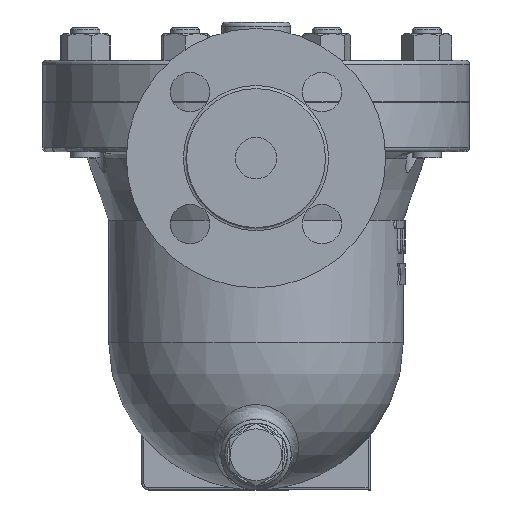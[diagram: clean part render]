
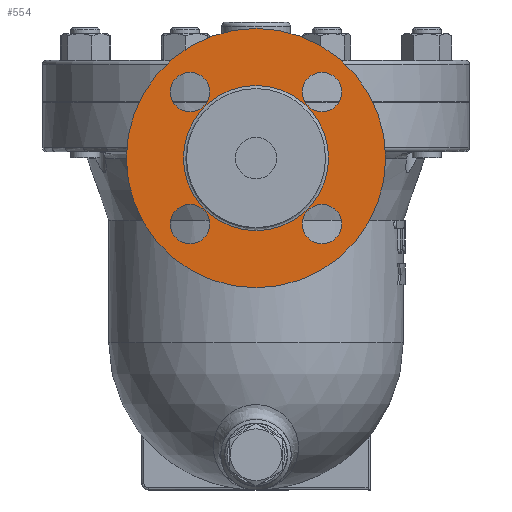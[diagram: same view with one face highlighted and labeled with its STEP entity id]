
A CAD part, left-side view. The second image highlights one B-rep face of the part: STEP entity #554.
In plain terms, the highlighted free-form (B-spline) face has degree [1, 1] with [2, 2] control points.
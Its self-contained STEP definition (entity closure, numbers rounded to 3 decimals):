
#426=CARTESIAN_POINT('',(-183.5,0.0,59.5));
#427=VERTEX_POINT('',#426);
#428=CARTESIAN_POINT('',(-183.5,0.0,-3.));
#429=DIRECTION('',(-1.0,0.0,0.0));
#430=DIRECTION('',(0.0,0.0,1.0));
#431=AXIS2_PLACEMENT_3D('',#428,#429,#430);
#432=CIRCLE('',#431,62.5);
#433=EDGE_CURVE('',#427,#427,#432,.T.);
#476=CARTESIAN_POINT('',(-183.5,0.,-37.983));
#477=VERTEX_POINT('',#476);
#478=CARTESIAN_POINT('',(-183.5,0.0,-3.));
#479=DIRECTION('',(-1.0,0.0,0.0));
#480=DIRECTION('',(0.0,0.0,1.0));
#481=AXIS2_PLACEMENT_3D('',#478,#479,#480);
#482=CIRCLE('',#481,34.983);
#483=EDGE_CURVE('',#477,#477,#482,.T.);
#499=CARTESIAN_POINT('',(-183.5,62.5,59.5));
#500=CARTESIAN_POINT('',(-183.5,62.5,-65.5));
#501=CARTESIAN_POINT('',(-183.5,-62.5,59.5));
#502=CARTESIAN_POINT('',(-183.5,-62.5,-65.5));
#503=B_SPLINE_SURFACE_WITH_KNOTS('',1,1,((#499,#501),(#500,#502)),.UNSPECIFIED.,.F.,.F.,.U.,(2,2),(2,2),(0.0,125.0),(0.0,125.0),.UNSPECIFIED.);
#504=ORIENTED_EDGE('',*,*,#433,.T.);
#505=EDGE_LOOP('',(#504));
#506=FACE_OUTER_BOUND('',#505,.T.);
#507=CARTESIAN_POINT('',(-183.5,31.82,19.32));
#508=VERTEX_POINT('',#507);
#509=CARTESIAN_POINT('',(-183.5,31.82,28.82));
#510=DIRECTION('',(1.0,0.0,0.0));
#511=DIRECTION('',(0.0,0.0,-1.0));
#512=AXIS2_PLACEMENT_3D('',#509,#510,#511);
#513=CIRCLE('',#512,9.5);
#514=EDGE_CURVE('',#508,#508,#513,.T.);
#515=ORIENTED_EDGE('',*,*,#514,.T.);
#516=EDGE_LOOP('',(#515));
#517=FACE_BOUND('',#516,.T.);
#518=CARTESIAN_POINT('',(-183.5,22.32,-34.82));
#519=VERTEX_POINT('',#518);
#520=CARTESIAN_POINT('',(-183.5,31.82,-34.82));
#521=DIRECTION('',(1.0,0.0,0.0));
#522=DIRECTION('',(0.0,-1.0,0.0));
#523=AXIS2_PLACEMENT_3D('',#520,#521,#522);
#524=CIRCLE('',#523,9.5);
#525=EDGE_CURVE('',#519,#519,#524,.T.);
#526=ORIENTED_EDGE('',*,*,#525,.T.);
#527=EDGE_LOOP('',(#526));
#528=FACE_BOUND('',#527,.T.);
#529=CARTESIAN_POINT('',(-183.5,-31.82,-25.32));
#530=VERTEX_POINT('',#529);
#531=CARTESIAN_POINT('',(-183.5,-31.82,-34.82));
#532=DIRECTION('',(1.0,0.0,0.0));
#533=DIRECTION('',(0.0,0.0,1.0));
#534=AXIS2_PLACEMENT_3D('',#531,#532,#533);
#535=CIRCLE('',#534,9.5);
#536=EDGE_CURVE('',#530,#530,#535,.T.);
#537=ORIENTED_EDGE('',*,*,#536,.T.);
#538=EDGE_LOOP('',(#537));
#539=FACE_BOUND('',#538,.T.);
#540=CARTESIAN_POINT('',(-183.5,-22.32,28.82));
#541=VERTEX_POINT('',#540);
#542=CARTESIAN_POINT('',(-183.5,-31.82,28.82));
#543=DIRECTION('',(1.0,0.0,0.0));
#544=DIRECTION('',(0.0,1.0,0.0));
#545=AXIS2_PLACEMENT_3D('',#542,#543,#544);
#546=CIRCLE('',#545,9.5);
#547=EDGE_CURVE('',#541,#541,#546,.T.);
#548=ORIENTED_EDGE('',*,*,#547,.T.);
#549=EDGE_LOOP('',(#548));
#550=FACE_BOUND('',#549,.T.);
#551=ORIENTED_EDGE('',*,*,#483,.F.);
#552=EDGE_LOOP('',(#551));
#553=FACE_BOUND('',#552,.T.);
#554=ADVANCED_FACE('',(#506,#517,#528,#539,#550,#553),#503,.T.);
